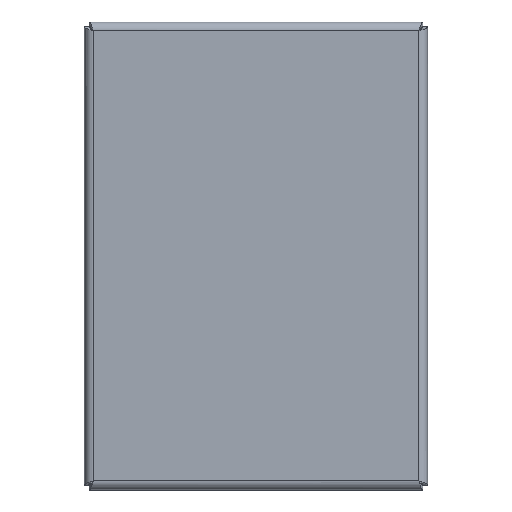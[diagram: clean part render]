
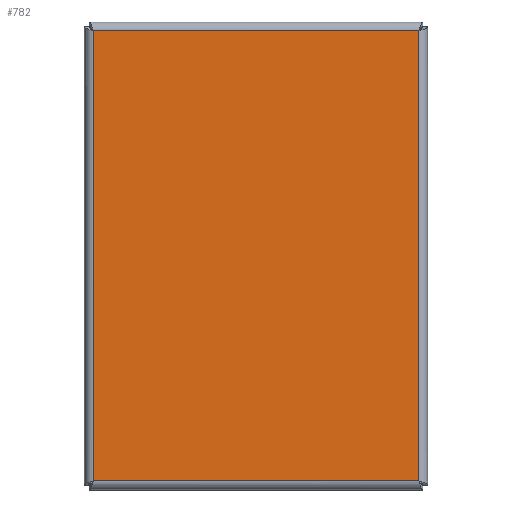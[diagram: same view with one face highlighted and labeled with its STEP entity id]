
A CAD part, top view. The second image highlights one B-rep face of the part: STEP entity #782.
In plain terms, the highlighted planar face has unit normal (0, 0, 1).
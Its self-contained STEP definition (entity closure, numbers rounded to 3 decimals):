
#95=FACE_OUTER_BOUND($,#139,.T.);
#139=EDGE_LOOP($,(#630,#631,#632,#633));
#163=LINE($,#1033,#243);
#176=LINE($,#1127,#256);
#191=LINE($,#1227,#271);
#211=LINE($,#1335,#291);
#243=VECTOR($,#851,202.);
#256=VECTOR($,#876,146.);
#271=VECTOR($,#905,202.);
#291=VECTOR($,#939,146.);
#324=VERTEX_POINT($,#1024);
#325=VERTEX_POINT($,#1032);
#332=VERTEX_POINT($,#1126);
#342=VERTEX_POINT($,#1226);
#380=EDGE_CURVE($,#325,#324,#163,.T.);
#397=EDGE_CURVE($,#332,#325,#176,.T.);
#416=EDGE_CURVE($,#342,#332,#191,.T.);
#440=EDGE_CURVE($,#324,#342,#211,.T.);
#630=ORIENTED_EDGE($,*,*,#380,.T.);
#631=ORIENTED_EDGE($,*,*,#440,.T.);
#632=ORIENTED_EDGE($,*,*,#416,.T.);
#633=ORIENTED_EDGE($,*,*,#397,.T.);
#691=PLANE($,#823);
#782=ADVANCED_FACE($,(#95),#691,.T.);
#823=AXIS2_PLACEMENT_3D($,#1422,#966,#967);
#851=DIRECTION($,(0.,-1.,0.));
#876=DIRECTION($,(-1.,0.,0.));
#905=DIRECTION($,(0.,1.,0.));
#939=DIRECTION($,(1.,0.,0.));
#966=DIRECTION('center_axis',(0.,0.,1.));
#967=DIRECTION('ref_axis',(1.,0.,0.));
#1024=CARTESIAN_POINT('',(-73.,-101.,42.));
#1032=CARTESIAN_POINT('',(-73.,101.,42.));
#1033=CARTESIAN_POINT($,(-73.,50.5,42.));
#1126=CARTESIAN_POINT('',(73.,101.,42.));
#1127=CARTESIAN_POINT($,(36.5,101.,42.));
#1226=CARTESIAN_POINT('',(73.,-101.,42.));
#1227=CARTESIAN_POINT($,(73.,-50.5,42.));
#1335=CARTESIAN_POINT($,(-36.5,-101.,42.));
#1422=CARTESIAN_POINT('Origin',(0.,0.,42.));
